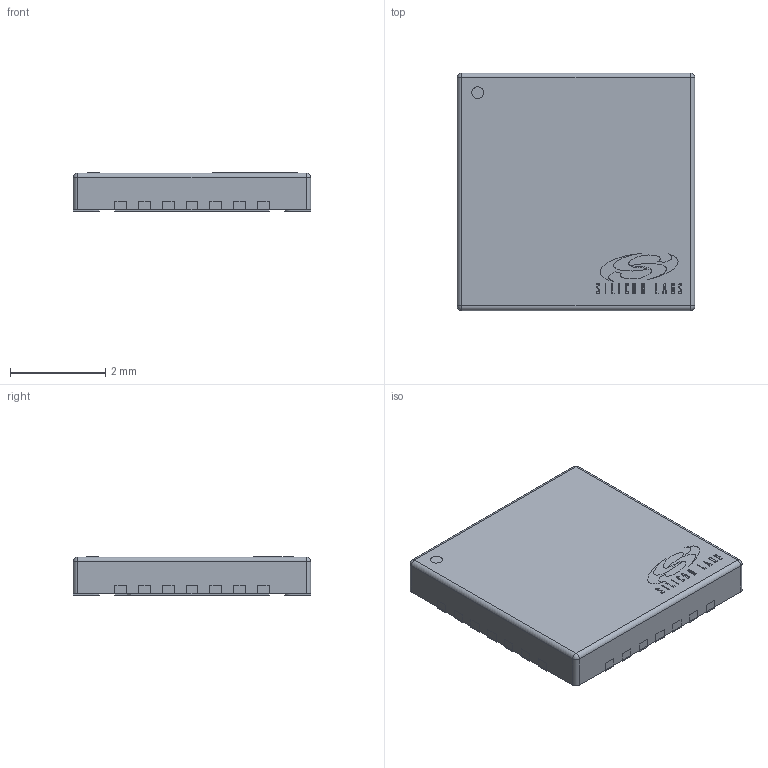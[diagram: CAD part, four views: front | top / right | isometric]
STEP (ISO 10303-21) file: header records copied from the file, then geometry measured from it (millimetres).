
FILE_DESCRIPTION(/* description */ (''),/* implementation_level */ '2;1');
FILE_NAME(/* name */ '1.stp',/* time_stamp */ '2021-05-19T21:30:21+02:00',/* author */ ('k'),/* organization */ (''),/* preprocessor_version */ 'ST-DEVELOPER v15.6',/* originating_system */ 'Autodesk Inventor 2015',/* authorisation */ '');
FILE_SCHEMA (('AUTOMOTIVE_DESIGN { 1 0 10303 214 3 1 1 }'));
Products named in the file (4): 1; 2; Silicon Lab Logo Yury
Bounding box: 5 x 5 x 0.8 mm (x, y, z)
Surface area: 109.2 mm2
Topology: 43 solids, 43 shells, 404 faces, 942 edges, 624 vertices
Faces by surface type: plane 300, bspline 63, cylinder 37, sphere 4
Full cylindrical faces by diameter (mm): 0.249 x1
Entity records: 11791 total; most frequent: CARTESIAN_POINT 2811, ORIENTED_EDGE 1882, DIRECTION 1585, EDGE_CURVE 941, LINE 741, VECTOR 741, VERTEX_POINT 624, AXIS2_PLACEMENT_3D 422
